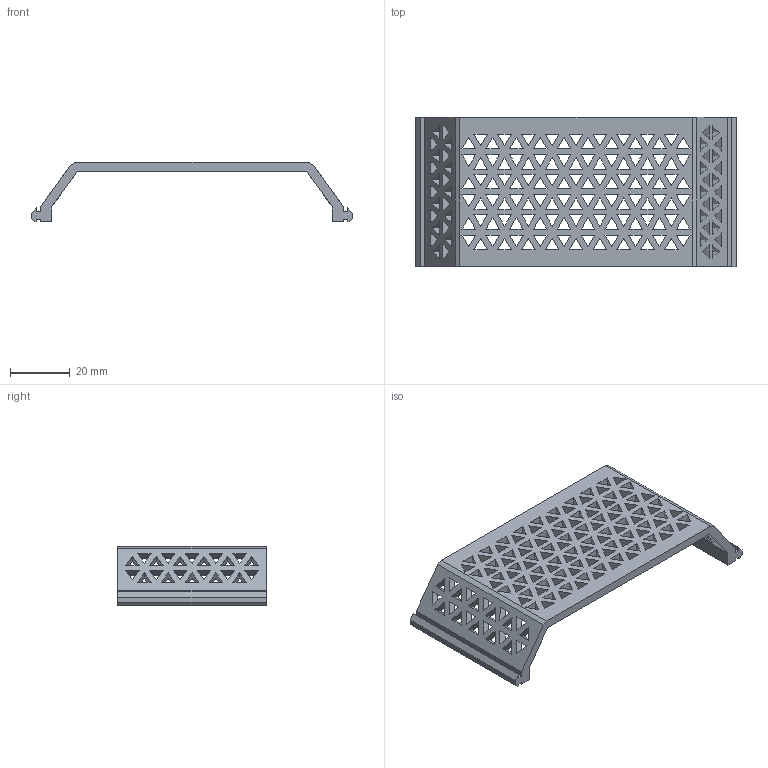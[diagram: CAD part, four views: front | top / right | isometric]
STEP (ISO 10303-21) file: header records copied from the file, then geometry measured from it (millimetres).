
FILE_DESCRIPTION(/* description */ (''),/* implementation_level */ '2;1');
FILE_NAME(/* name */ 'Plate Top A.step',/* time_stamp */ '2025-04-26T00:09:55+02:00',/* author */ (''),/* organization */ (''),/* preprocessor_version */ 'ST-DEVELOPER v20.1',/* originating_system */ 'Autodesk Translation Framework v14.4.0.0',/* authorisation */ '');
FILE_SCHEMA (('AUTOMOTIVE_DESIGN { 1 0 10303 214 3 1 1 }'));
Length unit declared in the file: millimetre
Products named in the file (1): Platte Oben A
Bounding box: 107.6 x 50 x 20 mm (x, y, z)
Volume: 15254 mm3; surface area: 17789 mm2
Topology: 1 solids, 1 shells, 508 faces, 1518 edges, 1012 vertices
Faces by surface type: plane 508
Entity records: 17387 total; most frequent: CARTESIAN_POINT 3039, ORIENTED_EDGE 3036, DIRECTION 2536, LINE 1518, VECTOR 1518, EDGE_CURVE 1518, VERTEX_POINT 1012, EDGE_LOOP 824
